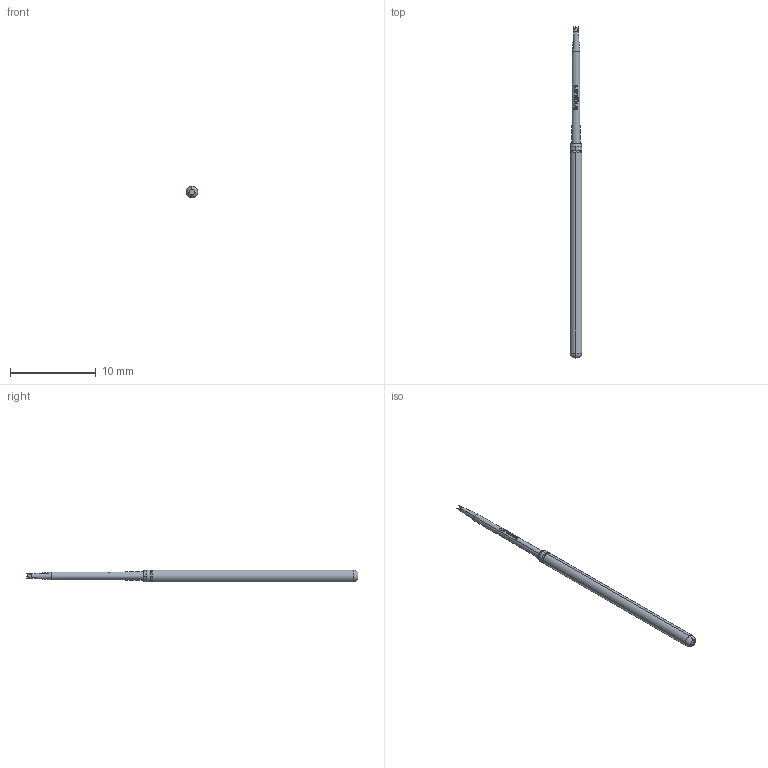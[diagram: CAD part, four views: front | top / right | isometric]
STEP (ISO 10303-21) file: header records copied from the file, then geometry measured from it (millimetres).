
FILE_DESCRIPTION (( 'STEP AP203' ), '1' );
FILE_NAME ('INGUN_GKS-135_214_050_A_xx00.STEP', '2022-01-26T10:46:38', ( 'ochi' ), ( '' ), 'SwSTEP 2.0', 'SolidWorks 2018', '' );
FILE_SCHEMA (( 'CONFIG_CONTROL_DESIGN' ));
Length unit declared in the file: millimetre
Products named in the file (1): INGUN_GKS-135_214_050_A_xx00
Bounding box: 1.37 x 38.7 x 1.37 mm (x, y, z)
Volume: 44.6 mm3; surface area: 146.5 mm2
Topology: 1 solids, 1 shells, 102 faces, 254 edges, 161 vertices
Faces by surface type: bspline 61, cone 11, torus 10, cylinder 10, plane 10
Entity records: 4123 total; most frequent: CARTESIAN_POINT 2163, ORIENTED_EDGE 508, EDGE_CURVE 254, B_SPLINE_CURVE_WITH_KNOTS 186, DIRECTION 186, VERTEX_POINT 161, EDGE_LOOP 109, ADVANCED_FACE 102
